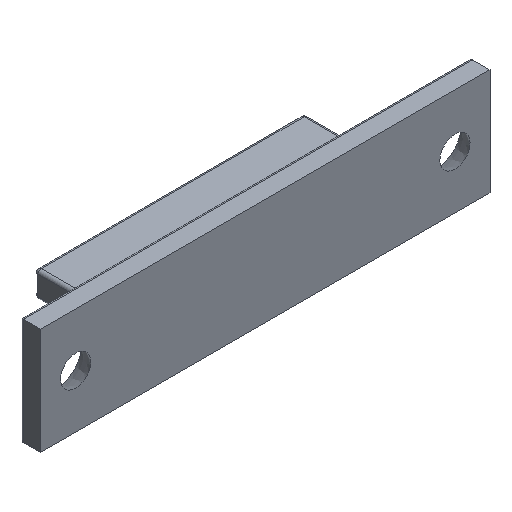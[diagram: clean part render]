
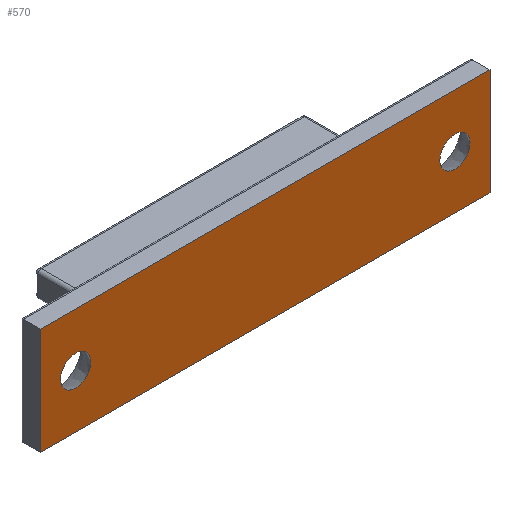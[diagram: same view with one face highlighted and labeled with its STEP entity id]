
A CAD part, isometric view. The second image highlights one B-rep face of the part: STEP entity #570.
In plain terms, the highlighted planar face has unit normal (0, -1, 0).
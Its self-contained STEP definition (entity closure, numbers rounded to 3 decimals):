
#28=FACE_BOUND('',#218,.T.);
#29=FACE_BOUND('',#219,.T.);
#40=PLANE('',#657);
#65=LINE('',#948,#107);
#68=LINE('',#953,#110);
#81=LINE('',#1004,#123);
#82=LINE('',#1006,#124);
#107=VECTOR('',#768,10.);
#110=VECTOR('',#773,10.);
#123=VECTOR('',#842,10.);
#124=VECTOR('',#845,10.);
#177=FACE_OUTER_BOUND('',#217,.T.);
#217=EDGE_LOOP('',(#524,#525,#526,#527));
#218=EDGE_LOOP('',(#528));
#219=EDGE_LOOP('',(#529));
#250=CIRCLE('',#652,2.8);
#251=CIRCLE('',#654,2.8);
#283=VERTEX_POINT('',#945);
#284=VERTEX_POINT('',#947);
#285=VERTEX_POINT('',#951);
#293=VERTEX_POINT('',#994);
#294=VERTEX_POINT('',#998);
#295=VERTEX_POINT('',#1002);
#344=EDGE_CURVE('',#283,#284,#65,.T.);
#347=EDGE_CURVE('',#285,#283,#68,.T.);
#367=EDGE_CURVE('',#293,#293,#250,.T.);
#369=EDGE_CURVE('',#294,#294,#251,.T.);
#372=EDGE_CURVE('',#295,#285,#81,.T.);
#373=EDGE_CURVE('',#284,#295,#82,.T.);
#524=ORIENTED_EDGE('',*,*,#347,.F.);
#525=ORIENTED_EDGE('',*,*,#372,.F.);
#526=ORIENTED_EDGE('',*,*,#373,.F.);
#527=ORIENTED_EDGE('',*,*,#344,.F.);
#528=ORIENTED_EDGE('',*,*,#367,.T.);
#529=ORIENTED_EDGE('',*,*,#369,.T.);
#570=ADVANCED_FACE('',(#177,#28,#29),#40,.F.);
#652=AXIS2_PLACEMENT_3D('',#995,#831,#832);
#654=AXIS2_PLACEMENT_3D('',#999,#836,#837);
#657=AXIS2_PLACEMENT_3D('',#1007,#846,#847);
#768=DIRECTION('',(1.,0.,0.));
#773=DIRECTION('',(0.,0.,1.));
#831=DIRECTION('center_axis',(0.,1.,0.));
#832=DIRECTION('ref_axis',(1.,0.,0.));
#836=DIRECTION('center_axis',(0.,1.,0.));
#837=DIRECTION('ref_axis',(1.,0.,0.));
#842=DIRECTION('',(-1.,0.,0.));
#845=DIRECTION('',(0.,0.,-1.));
#846=DIRECTION('center_axis',(0.,1.,0.));
#847=DIRECTION('ref_axis',(1.,0.,0.));
#945=CARTESIAN_POINT('',(0.,0.,0.));
#947=CARTESIAN_POINT('',(83.4,0.,0.));
#948=CARTESIAN_POINT('',(0.,0.,0.));
#951=CARTESIAN_POINT('',(0.,0.,-19.8));
#953=CARTESIAN_POINT('',(0.,0.,-19.8));
#994=CARTESIAN_POINT('',(3.7,0.,-9.9));
#995=CARTESIAN_POINT('Origin',(6.5,0.,-9.9));
#998=CARTESIAN_POINT('',(74.1,0.,-9.9));
#999=CARTESIAN_POINT('Origin',(76.9,0.,-9.9));
#1002=CARTESIAN_POINT('',(83.4,0.,-19.8));
#1004=CARTESIAN_POINT('',(83.4,0.,-19.8));
#1006=CARTESIAN_POINT('',(83.4,0.,0.));
#1007=CARTESIAN_POINT('Origin',(41.7,0.,-9.9));
